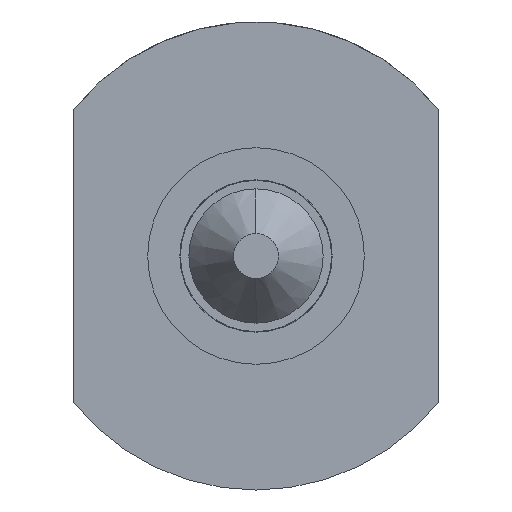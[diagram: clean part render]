
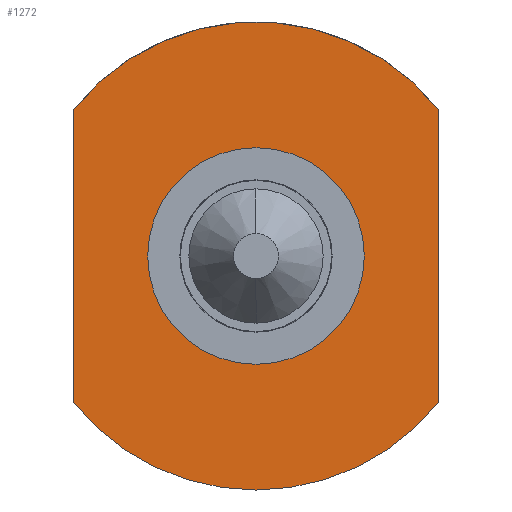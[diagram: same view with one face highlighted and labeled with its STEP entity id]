
A CAD part, front view. The second image highlights one B-rep face of the part: STEP entity #1272.
In plain terms, the highlighted face is planar.
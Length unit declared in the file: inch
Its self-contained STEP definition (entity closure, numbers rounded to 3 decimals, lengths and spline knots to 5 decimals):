
#228 = DIRECTION ( 'NONE',  ( 0., 0., 1. ) ) ;
#232 = VERTEX_POINT ( 'NONE', #2426 ) ;
#238 = ORIENTED_EDGE ( 'NONE', *, *, #290, .F. ) ;
#290 = EDGE_CURVE ( 'NONE', #232, #291, #2457, .T. ) ;
#291 = VERTEX_POINT ( 'NONE', #2513 ) ;
#297 = EDGE_CURVE ( 'NONE', #298, #299, #2501, .T. ) ;
#298 = VERTEX_POINT ( 'NONE', #2497 ) ;
#299 = VERTEX_POINT ( 'NONE', #2496 ) ;
#655 = VERTEX_POINT ( 'NONE', #3264 ) ;
#657 = EDGE_CURVE ( 'NONE', #299, #655, #3263, .T. ) ;
#1048 = EDGE_CURVE ( 'NONE', #1049, #1072, #4068, .T. ) ;
#1049 = VERTEX_POINT ( 'NONE', #4058 ) ;
#1072 = VERTEX_POINT ( 'NONE', #4112 ) ;
#1272 = ADVANCED_FACE ( 'NONE', ( #4481, #4480 ), #4479, .T. ) ;
#1273 = EDGE_LOOP ( 'NONE', ( #1274, #1275, #1329, #1330, #1331 ) ) ;
#1274 = ORIENTED_EDGE ( 'NONE', *, *, #1276, .T. ) ;
#1275 = ORIENTED_EDGE ( 'NONE', *, *, #297, .T. ) ;
#1276 = EDGE_CURVE ( 'NONE', #1072, #298, #4474, .T. ) ;
#1286 = EDGE_CURVE ( 'NONE', #655, #1049, #4519, .T. ) ;
#1329 = ORIENTED_EDGE ( 'NONE', *, *, #657, .T. ) ;
#1330 = ORIENTED_EDGE ( 'NONE', *, *, #1286, .T. ) ;
#1331 = ORIENTED_EDGE ( 'NONE', *, *, #1048, .T. ) ;
#1332 = EDGE_LOOP ( 'NONE', ( #1333, #238 ) ) ;
#1333 = ORIENTED_EDGE ( 'NONE', *, *, #1334, .F. ) ;
#1334 = EDGE_CURVE ( 'NONE', #291, #232, #4707, .T. ) ;
#2426 = CARTESIAN_POINT ( 'NONE',  ( 0., 0.275, 0.09675 ) ) ;
#2457 = CIRCLE ( 'NONE', #2517, 0.09675 ) ;
#2496 = CARTESIAN_POINT ( 'NONE',  ( -0.163, 0.275, -0.13081 ) ) ;
#2497 = CARTESIAN_POINT ( 'NONE',  ( 0., 0.275, -0.209 ) ) ;
#2498 = DIRECTION ( 'NONE',  ( 0., 0., 1. ) ) ;
#2499 = DIRECTION ( 'NONE',  ( 0., 1., 0. ) ) ;
#2500 = AXIS2_PLACEMENT_3D ( 'NONE', #2507, #2499, #2498 ) ;
#2501 = CIRCLE ( 'NONE', #2500, 0.209 ) ;
#2507 = CARTESIAN_POINT ( 'NONE',  ( 0., 0.275, 0. ) ) ;
#2513 = CARTESIAN_POINT ( 'NONE',  ( 0., 0.275, -0.09675 ) ) ;
#2514 = DIRECTION ( 'NONE',  ( 0., 0., 1. ) ) ;
#2515 = DIRECTION ( 'NONE',  ( 0., 1., 0. ) ) ;
#2516 = CARTESIAN_POINT ( 'NONE',  ( 0., 0.275, 0. ) ) ;
#2517 = AXIS2_PLACEMENT_3D ( 'NONE', #2516, #2515, #2514 ) ;
#3260 = DIRECTION ( 'NONE',  ( 0., 0., 1. ) ) ;
#3261 = VECTOR ( 'NONE', #3260, 39.37008 ) ;
#3262 = CARTESIAN_POINT ( 'NONE',  ( -0.163, 0.275, -0.13081 ) ) ;
#3263 = LINE ( 'NONE', #3262, #3261 ) ;
#3264 = CARTESIAN_POINT ( 'NONE',  ( -0.163, 0.275, 0.13081 ) ) ;
#4058 = CARTESIAN_POINT ( 'NONE',  ( 0.163, 0.275, 0.13081 ) ) ;
#4059 = DIRECTION ( 'NONE',  ( 0., 0., -1. ) ) ;
#4060 = VECTOR ( 'NONE', #4059, 39.37008 ) ;
#4061 = CARTESIAN_POINT ( 'NONE',  ( 0.163, 0.275, -0.13081 ) ) ;
#4068 = LINE ( 'NONE', #4061, #4060 ) ;
#4112 = CARTESIAN_POINT ( 'NONE',  ( 0.163, 0.275, -0.13081 ) ) ;
#4237 = DIRECTION ( 'NONE',  ( 0., 1., 0. ) ) ;
#4238 = CARTESIAN_POINT ( 'NONE',  ( 0., 0.275, 0. ) ) ;
#4239 = AXIS2_PLACEMENT_3D ( 'NONE', #4238, #4237, #228 ) ;
#4474 = CIRCLE ( 'NONE', #4239, 0.209 ) ;
#4475 = DIRECTION ( 'NONE',  ( 0., 0., 1. ) ) ;
#4476 = DIRECTION ( 'NONE',  ( 0., 1., 0. ) ) ;
#4477 = CARTESIAN_POINT ( 'NONE',  ( 0., 0.275, 0. ) ) ;
#4478 = AXIS2_PLACEMENT_3D ( 'NONE', #4477, #4476, #4475 ) ;
#4479 = PLANE ( 'NONE',  #4478 ) ;
#4480 = FACE_BOUND ( 'NONE', #1332, .T. ) ;
#4481 = FACE_OUTER_BOUND ( 'NONE', #1273, .T. ) ;
#4515 = DIRECTION ( 'NONE',  ( 0., 0., 1. ) ) ;
#4516 = DIRECTION ( 'NONE',  ( 0., 1., 0. ) ) ;
#4517 = CARTESIAN_POINT ( 'NONE',  ( 0., 0.275, 0. ) ) ;
#4518 = AXIS2_PLACEMENT_3D ( 'NONE', #4517, #4516, #4515 ) ;
#4519 = CIRCLE ( 'NONE', #4518, 0.209 ) ;
#4700 = DIRECTION ( 'NONE',  ( 0., 0., 1. ) ) ;
#4701 = DIRECTION ( 'NONE',  ( 0., 1., 0. ) ) ;
#4702 = CARTESIAN_POINT ( 'NONE',  ( 0., 0.275, 0. ) ) ;
#4703 = AXIS2_PLACEMENT_3D ( 'NONE', #4702, #4701, #4700 ) ;
#4707 = CIRCLE ( 'NONE', #4703, 0.09675 ) ;
